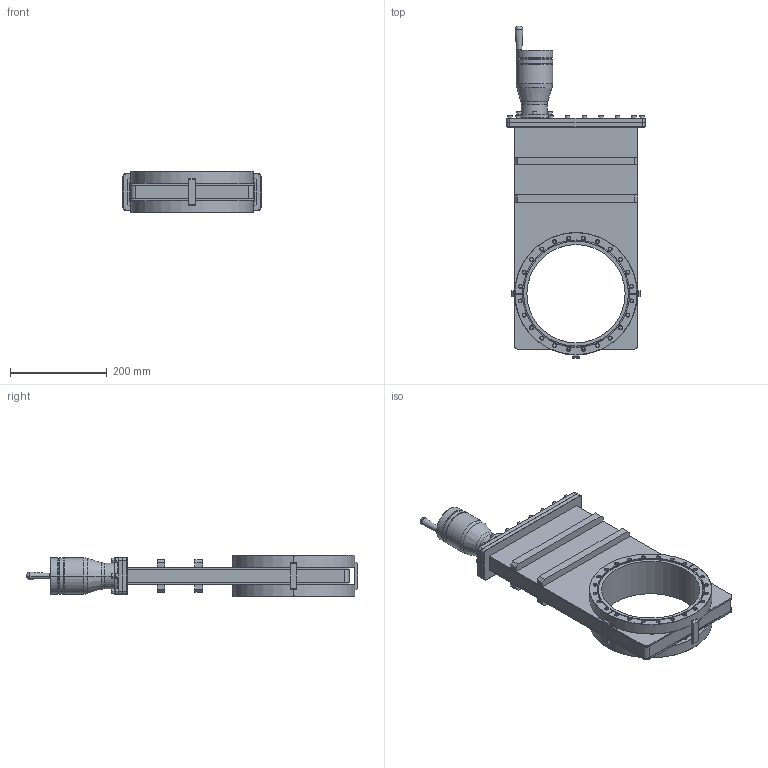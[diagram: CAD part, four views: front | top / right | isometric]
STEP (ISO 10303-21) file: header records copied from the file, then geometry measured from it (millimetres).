
FILE_DESCRIPTION((''),'2;1');
FILE_NAME('11110-0800','2011-02-01T',('jd'),(''),'PRO/ENGINEER BY PARAMETRIC TECHNOLOGY CORPORATION, 2010280','PRO/ENGINEER BY PARAMETRIC TECHNOLOGY CORPORATION, 2010280','');
FILE_SCHEMA(('CONFIG_CONTROL_DESIGN'));
Length unit declared in the file: inch
Products named in the file (1): 11110-0800
Bounding box: 285.75 x 686.66 x 84.96 mm (x, y, z)
Volume: 5047369.5 mm3; surface area: 502434.1 mm2
Topology: 4 solids, 52 shells, 857 faces, 2012 edges, 1294 vertices
Faces by surface type: plane 379, cylinder 276, cone 176, torus 22, bspline 2, sphere 2
Entity records: 25319 total; most frequent: CARTESIAN_POINT 5236, DIRECTION 4394, ORIENTED_EDGE 3812, EDGE_CURVE 2010, AXIS2_PLACEMENT_3D 1650, VERTEX_POINT 1294, VECTOR 1094, LINE 1094
